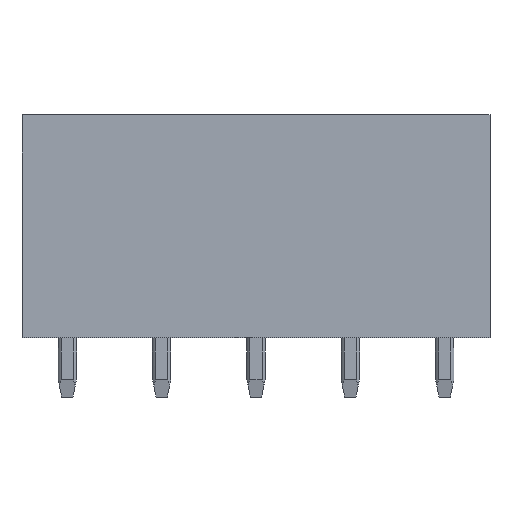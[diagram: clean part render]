
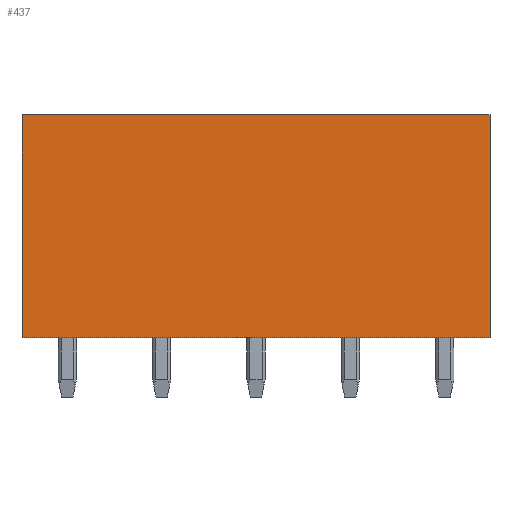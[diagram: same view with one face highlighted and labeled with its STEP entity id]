
A CAD part, front view. The second image highlights one B-rep face of the part: STEP entity #437.
In plain terms, the highlighted planar face has unit normal (0, -1, 0).
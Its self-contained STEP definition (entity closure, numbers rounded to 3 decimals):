
#302=CARTESIAN_POINT('',(-12.6,-3.8,0.0));
#303=VERTEX_POINT('',#302);
#310=CARTESIAN_POINT('',(-12.6,-3.8,12.0));
#311=VERTEX_POINT('',#310);
#312=CARTESIAN_POINT('',(-12.6,-3.8,12.0));
#313=DIRECTION('',(0.0,0.0,-1.0));
#314=VECTOR('',#313,12.0);
#315=LINE('',#312,#314);
#316=EDGE_CURVE('',#311,#303,#315,.T.);
#407=CARTESIAN_POINT('',(12.7,-3.8,12.0));
#408=DIRECTION('',(0.0,-1.0,0.0));
#409=DIRECTION('',(0.0,0.0,1.0));
#410=AXIS2_PLACEMENT_3D('',#407,#408,#409);
#411=PLANE('',#410);
#412=ORIENTED_EDGE('',*,*,#316,.T.);
#413=CARTESIAN_POINT('',(12.6,-3.8,0.0));
#414=VERTEX_POINT('',#413);
#415=CARTESIAN_POINT('',(12.6,-3.8,0.0));
#416=DIRECTION('',(-1.0,0.0,0.0));
#417=VECTOR('',#416,25.2);
#418=LINE('',#415,#417);
#419=EDGE_CURVE('',#414,#303,#418,.T.);
#420=ORIENTED_EDGE('',*,*,#419,.F.);
#421=CARTESIAN_POINT('',(12.6,-3.8,12.0));
#422=VERTEX_POINT('',#421);
#423=CARTESIAN_POINT('',(12.6,-3.8,0.0));
#424=DIRECTION('',(0.0,0.0,1.0));
#425=VECTOR('',#424,12.0);
#426=LINE('',#423,#425);
#427=EDGE_CURVE('',#414,#422,#426,.T.);
#428=ORIENTED_EDGE('',*,*,#427,.T.);
#429=CARTESIAN_POINT('',(12.6,-3.8,12.0));
#430=DIRECTION('',(-1.0,0.0,0.0));
#431=VECTOR('',#430,25.2);
#432=LINE('',#429,#431);
#433=EDGE_CURVE('',#422,#311,#432,.T.);
#434=ORIENTED_EDGE('',*,*,#433,.T.);
#435=EDGE_LOOP('',(#412,#420,#428,#434));
#436=FACE_OUTER_BOUND('',#435,.T.);
#437=ADVANCED_FACE('',(#436),#411,.T.);
